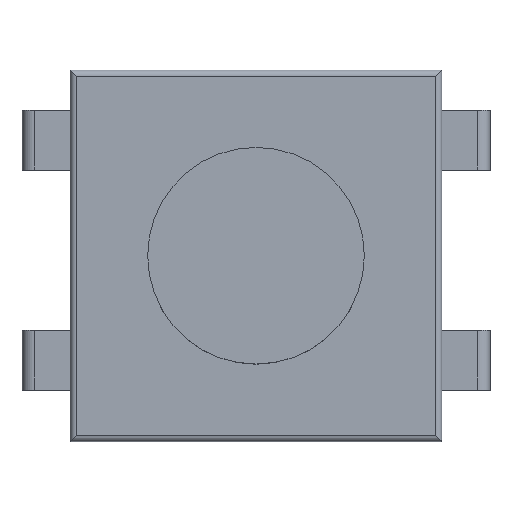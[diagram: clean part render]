
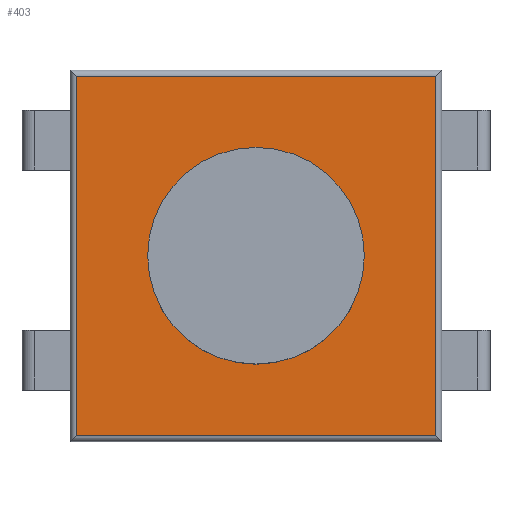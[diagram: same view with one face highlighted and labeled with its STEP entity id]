
A CAD part, top view. The second image highlights one B-rep face of the part: STEP entity #403.
In plain terms, the highlighted planar face has unit normal (0, 0, 1).
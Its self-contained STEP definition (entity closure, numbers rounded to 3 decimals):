
#285 = VERTEX_POINT('',#286);
#286 = CARTESIAN_POINT('',(-2.9,2.9,2.7));
#293 = EDGE_CURVE('',#285,#294,#296,.T.);
#294 = VERTEX_POINT('',#295);
#295 = CARTESIAN_POINT('',(2.9,2.9,2.7));
#296 = LINE('',#297,#298);
#297 = CARTESIAN_POINT('',(-3.,2.9,2.7));
#298 = VECTOR('',#299,1.);
#299 = DIRECTION('',(1.,0.,0.));
#383 = VERTEX_POINT('',#384);
#384 = CARTESIAN_POINT('',(-2.9,-2.9,2.7));
#391 = EDGE_CURVE('',#383,#285,#392,.T.);
#392 = LINE('',#393,#394);
#393 = CARTESIAN_POINT('',(-2.9,-3.,2.7));
#394 = VECTOR('',#395,1.);
#395 = DIRECTION('',(0.,1.,0.));
#403 = ADVANCED_FACE('',(#404),#422,.T.);
#404 = FACE_BOUND('',#405,.T.);
#405 = EDGE_LOOP('',(#406,#407,#408,#416));
#406 = ORIENTED_EDGE('',*,*,#293,.F.);
#407 = ORIENTED_EDGE('',*,*,#391,.F.);
#408 = ORIENTED_EDGE('',*,*,#409,.F.);
#409 = EDGE_CURVE('',#410,#383,#412,.T.);
#410 = VERTEX_POINT('',#411);
#411 = CARTESIAN_POINT('',(2.9,-2.9,2.7));
#412 = LINE('',#413,#414);
#413 = CARTESIAN_POINT('',(3.,-2.9,2.7));
#414 = VECTOR('',#415,1.);
#415 = DIRECTION('',(-1.,0.,0.));
#416 = ORIENTED_EDGE('',*,*,#417,.F.);
#417 = EDGE_CURVE('',#294,#410,#418,.T.);
#418 = LINE('',#419,#420);
#419 = CARTESIAN_POINT('',(2.9,3.,2.7));
#420 = VECTOR('',#421,1.);
#421 = DIRECTION('',(0.,-1.,0.));
#422 = PLANE('',#423);
#423 = AXIS2_PLACEMENT_3D('',#424,#425,#426);
#424 = CARTESIAN_POINT('',(0.,0.,2.7));
#425 = DIRECTION('',(0.,0.,1.));
#426 = DIRECTION('',(1.,0.,0.));
